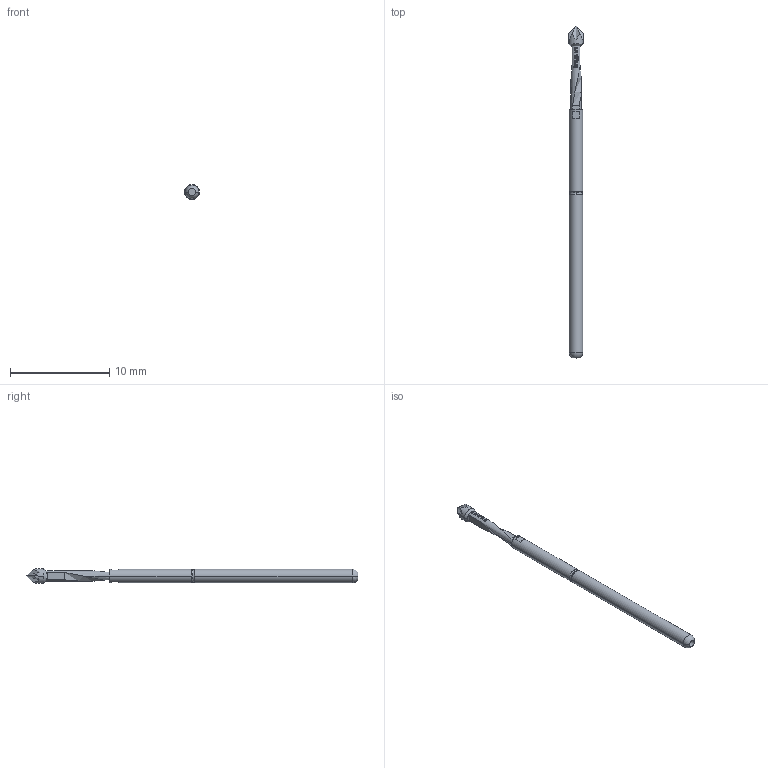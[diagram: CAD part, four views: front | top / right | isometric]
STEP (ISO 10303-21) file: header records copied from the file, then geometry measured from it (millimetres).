
FILE_DESCRIPTION (( 'STEP AP203' ), '1' );
FILE_NAME ('INGUN_DKS-100_217_150_G_xx00.STEP', '2021-07-22T09:38:29', ( 'ochi' ), ( '' ), 'SwSTEP 2.0', 'SolidWorks 2018', '' );
FILE_SCHEMA (( 'CONFIG_CONTROL_DESIGN' ));
Length unit declared in the file: millimetre
Products named in the file (1): INGUN_DKS-100_217_150_G_xx00
Bounding box: 1.5 x 33.4 x 1.5 mm (x, y, z)
Volume: 43.4 mm3; surface area: 139.6 mm2
Topology: 1 solids, 1 shells, 107 faces, 266 edges, 170 vertices
Faces by surface type: plane 43, bspline 37, cylinder 19, torus 6, cone 2
Entity records: 4306 total; most frequent: CARTESIAN_POINT 2136, ORIENTED_EDGE 532, DIRECTION 269, EDGE_CURVE 266, VERTEX_POINT 170, B_SPLINE_CURVE_WITH_KNOTS 161, EDGE_LOOP 116, AXIS2_PLACEMENT_3D 110
